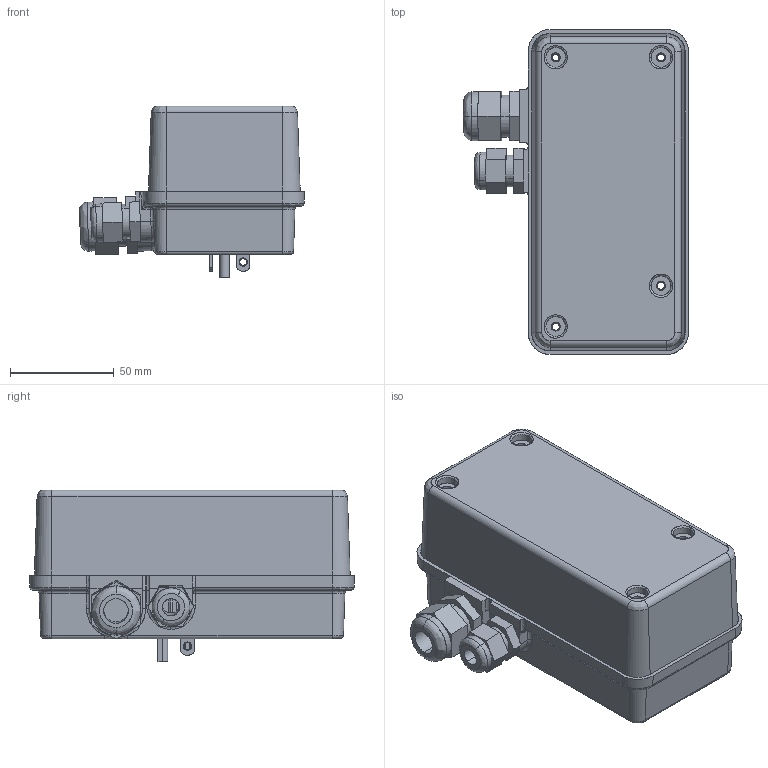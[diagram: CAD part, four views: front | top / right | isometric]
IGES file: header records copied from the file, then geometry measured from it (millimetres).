
Start section: SolidWorks IGES file using analytic representation for surfaces
Global section: file name: Super Auto Eject.IGS; native system: SolidWorks 2011; preprocessor: SolidWorks 2011; author: tom; date: 111116.090233; units: inch
Bounding box: 108.66 x 156.8 x 83.01 mm (x, y, z)
Surface area: 134971.4 mm2 (no closed solid volume)
Topology: 0 solids, 0 shells, 691 faces, 9503 edges, 9500 vertices
Faces by surface type: bspline 367, revolution 324
